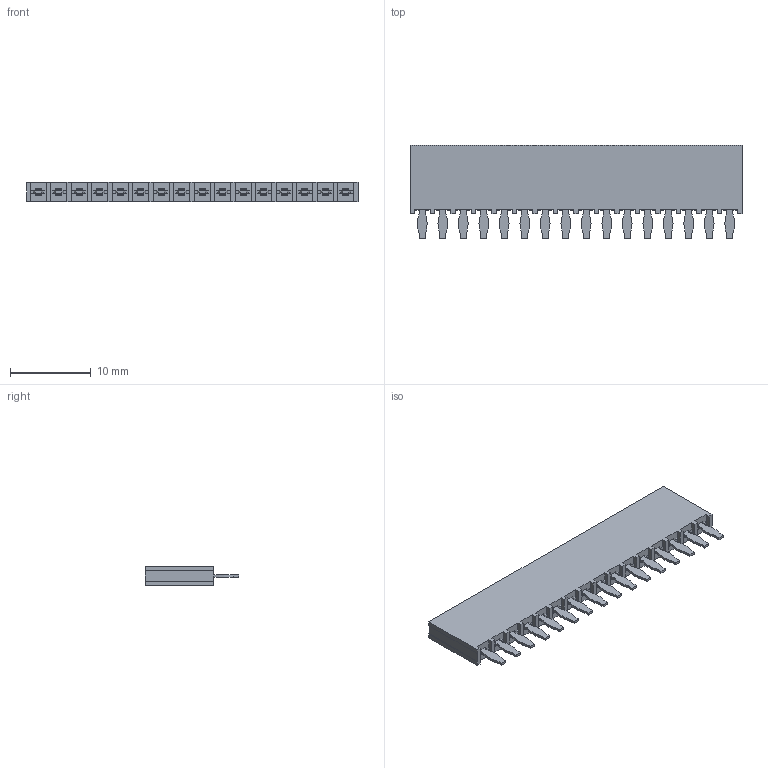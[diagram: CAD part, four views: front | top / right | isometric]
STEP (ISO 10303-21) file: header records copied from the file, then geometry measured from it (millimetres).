
FILE_DESCRIPTION(/* description */ ('STEP AP214'),/* implementation_level */ '2;1');
FILE_NAME(/* name */ 'PHF-116-01-S-S',/* time_stamp */ '2023-02-28T15:51:00+01:00',/* author */ ('License CC BY-ND 4.0'),/* organization */ ('CADENAS'),/* preprocessor_version */ 'ST-DEVELOPER v18.102',/* originating_system */ 'PARTsolutions',/* authorisation */ ' ');
FILE_SCHEMA (('AUTOMOTIVE_DESIGN {1 0 10303 214 3 1 1}'));
Length unit declared in the file: inch
Products named in the file (3): PHF-116-01-S-S; PHF116-01-S-S_pins; PHF116-01-S-S_terminal
Assembly tree (2 placements, depth 2):
  PHF-116-01-S-S
    PHF116-01-S-S_pins
    PHF116-01-S-S_terminal
Bounding box: 41.15 x 11.63 x 2.41 mm (x, y, z)
Volume: 779.9 mm3; surface area: 1873.5 mm2
Topology: 2 solids, 2 shells, 604 faces, 1716 edges, 1144 vertices
Faces by surface type: plane 572, cylinder 32
Entity records: 19406 total; most frequent: CARTESIAN_POINT 3467, ORIENTED_EDGE 3432, DIRECTION 2994, EDGE_CURVE 1716, LINE 1652, VECTOR 1652, VERTEX_POINT 1144, AXIS2_PLACEMENT_3D 671
